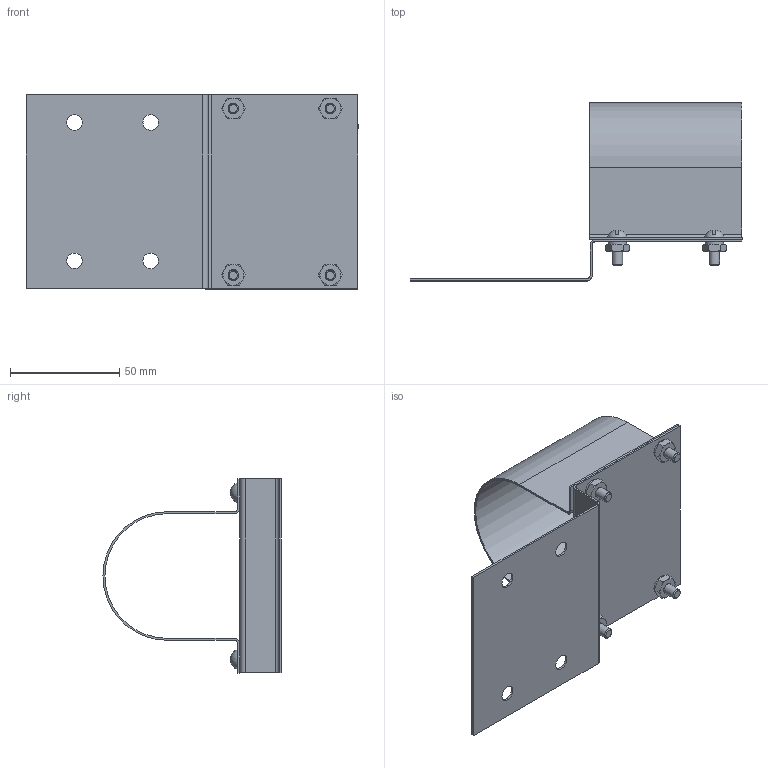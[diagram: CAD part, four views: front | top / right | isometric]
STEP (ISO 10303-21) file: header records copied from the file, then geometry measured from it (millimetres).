
FILE_DESCRIPTION(/* description */ ('Model 305 coupling guard assembly. 1/29/2014'),/* implementation_level */ '2;1');
FILE_NAME(/* name */ '305.stp',/* time_stamp */ '2014-01-29T10:39:24-05:00',/* author */ ('GL'),/* organization */ ('Conveyor Components Company, Division of Material Control, Inc.'),/* preprocessor_version */ 'ST-DEVELOPER v15.2',/* originating_system */ 'Autodesk Inventor 2014',/* authorisation */ 'GL');
FILE_SCHEMA (('AUTOMOTIVE_DESIGN { 1 0 10303 214 3 1 1 }'));
Length unit declared in the file: inch
Products named in the file (6): 20200019; 20200016; 22011088; 20013430; 20204006; 305
Bounding box: 152.17 x 81.63 x 89.19 mm (x, y, z)
Volume: 27630.4 mm3; surface area: 59485.9 mm2
Topology: 14 solids, 14 shells, 212 faces, 448 edges, 272 vertices
Faces by surface type: plane 110, cone 60, cylinder 38, sphere 4
Full cylindrical faces by diameter (mm): 3.683 x4, 4.826 x4, 5.556 x8, 7.144 x4
Entity records: 2795 total; most frequent: DIRECTION 490, CARTESIAN_POINT 489, ORIENTED_EDGE 392, AXIS2_PLACEMENT_3D 197, EDGE_CURVE 196, EDGE_LOOP 146, VERTEX_POINT 124, ADVANCED_FACE 101
